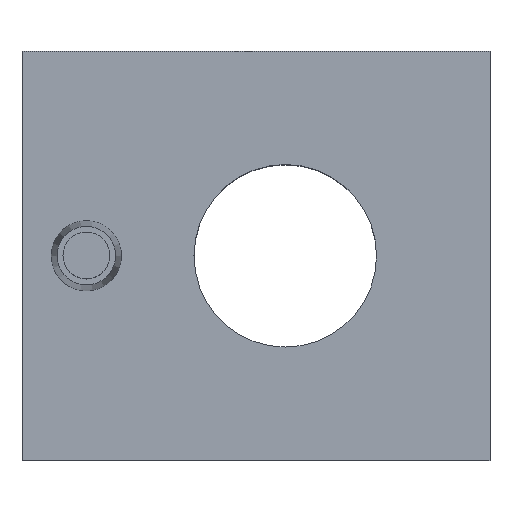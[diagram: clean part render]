
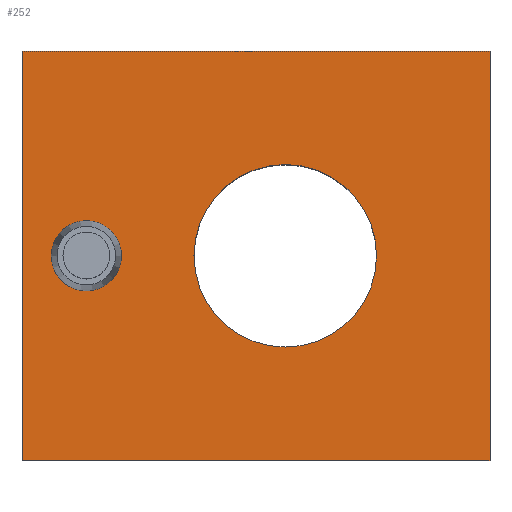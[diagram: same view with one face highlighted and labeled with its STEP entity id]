
A CAD part, top view. The second image highlights one B-rep face of the part: STEP entity #252.
In plain terms, the highlighted planar face has unit normal (0, 0, 1).
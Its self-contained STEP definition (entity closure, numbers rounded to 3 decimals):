
#24=LINE($,#413,#36);
#28=LINE($,#421,#40);
#31=LINE($,#427,#43);
#34=LINE($,#432,#46);
#36=VECTOR($,#334,35.);
#40=VECTOR($,#340,40.);
#43=VECTOR($,#345,35.);
#46=VECTOR($,#350,40.);
#54=PLANE($,#284);
#65=FACE_BOUND($,#116,.T.);
#66=FACE_BOUND($,#117,.T.);
#89=FACE_OUTER_BOUND($,#115,.T.);
#115=EDGE_LOOP($,(#221,#222,#223,#224));
#116=EDGE_LOOP($,(#225));
#117=EDGE_LOOP($,(#226));
#132=CIRCLE($,#273,3.);
#135=CIRCLE($,#278,7.8);
#145=VERTEX_POINT($,#400);
#148=VERTEX_POINT($,#408);
#149=VERTEX_POINT($,#411);
#150=VERTEX_POINT($,#412);
#153=VERTEX_POINT($,#420);
#155=VERTEX_POINT($,#426);
#166=EDGE_CURVE($,#145,#145,#132,.T.);
#169=EDGE_CURVE($,#148,#148,#135,.T.);
#170=EDGE_CURVE($,#149,#150,#24,.T.);
#174=EDGE_CURVE($,#150,#153,#28,.T.);
#177=EDGE_CURVE($,#153,#155,#31,.T.);
#180=EDGE_CURVE($,#155,#149,#34,.T.);
#221=ORIENTED_EDGE($,*,*,#170,.F.);
#222=ORIENTED_EDGE($,*,*,#180,.F.);
#223=ORIENTED_EDGE($,*,*,#177,.F.);
#224=ORIENTED_EDGE($,*,*,#174,.F.);
#225=ORIENTED_EDGE($,*,*,#166,.T.);
#226=ORIENTED_EDGE($,*,*,#169,.T.);
#252=ADVANCED_FACE($,(#89,#65,#66),#54,.T.);
#273=AXIS2_PLACEMENT_3D($,#401,#320,#321);
#278=AXIS2_PLACEMENT_3D($,#409,#330,#331);
#284=AXIS2_PLACEMENT_3D($,#435,#354,#355);
#320=DIRECTION('center_axis',(0.,0.,-1.));
#321=DIRECTION('ref_axis',(1.,0.,0.));
#330=DIRECTION('center_axis',(0.,0.,-1.));
#331=DIRECTION('ref_axis',(1.,0.,0.));
#334=DIRECTION($,(0.,1.,0.));
#340=DIRECTION($,(1.,0.,0.));
#345=DIRECTION($,(0.,-1.,0.));
#350=DIRECTION($,(-1.,0.,0.));
#354=DIRECTION('center_axis',(0.,0.,1.));
#355=DIRECTION('ref_axis',(1.,0.,0.));
#400=CARTESIAN_POINT('',(8.5,17.5,20.));
#401=CARTESIAN_POINT('Origin',(5.5,17.5,20.));
#408=CARTESIAN_POINT('',(30.3,17.5,20.));
#409=CARTESIAN_POINT('Origin',(22.5,17.5,20.));
#411=CARTESIAN_POINT('',(0.,0.,20.));
#412=CARTESIAN_POINT('',(0.,35.,20.));
#413=CARTESIAN_POINT($,(0.,0.,20.));
#420=CARTESIAN_POINT('',(40.,35.,20.));
#421=CARTESIAN_POINT($,(0.,35.,20.));
#426=CARTESIAN_POINT('',(40.,0.,20.));
#427=CARTESIAN_POINT($,(40.,35.,20.));
#432=CARTESIAN_POINT($,(40.,0.,20.));
#435=CARTESIAN_POINT('Origin',(20.,17.5,20.));
